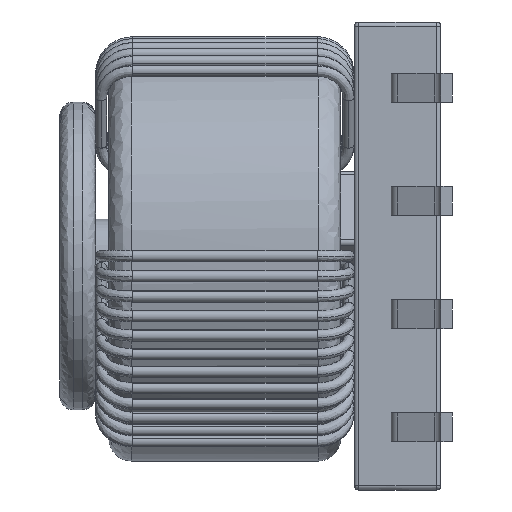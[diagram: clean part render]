
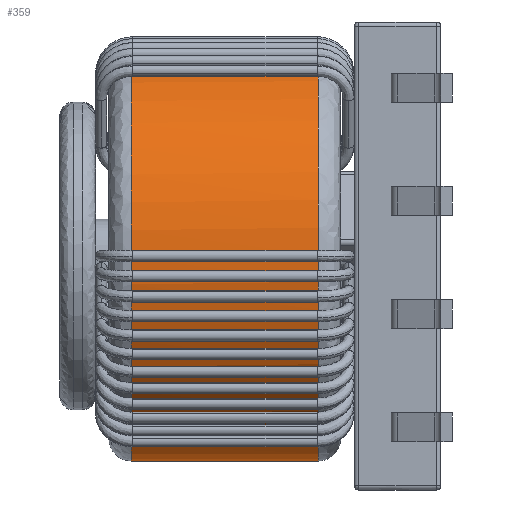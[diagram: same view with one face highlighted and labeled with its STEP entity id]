
A CAD part, left-side view. The second image highlights one B-rep face of the part: STEP entity #359.
In plain terms, the highlighted free-form (B-spline) face has degree [2, 1] with [5, 2] control points.
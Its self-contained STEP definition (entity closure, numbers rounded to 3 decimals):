
#22 = VERTEX_POINT('',#23);
#23 = CARTESIAN_POINT('',(0.,9.346,-6.186));
#24 = VERTEX_POINT('',#25);
#25 = CARTESIAN_POINT('',(0.,9.346,
    6.186));
#144 = VERTEX_POINT('',#145);
#145 = CARTESIAN_POINT('',(0.,3.698,-6.186));
#152 = VERTEX_POINT('',#153);
#153 = CARTESIAN_POINT('',(0.,3.698,
    6.186));
#282 = EDGE_CURVE('',#24,#152,#283,.T.);
#283 = B_SPLINE_CURVE_WITH_KNOTS('',1,(#284,#285),.UNSPECIFIED.,.F.,.F.,
  (2,2),(0.5,4.7),.PIECEWISE_BEZIER_KNOTS.);
#284 = CARTESIAN_POINT('',(0.,9.346,
    6.186));
#285 = CARTESIAN_POINT('',(0.,3.698,
    6.186));
#288 = EDGE_CURVE('',#22,#144,#289,.T.);
#289 = B_SPLINE_CURVE_WITH_KNOTS('',1,(#290,#291),.UNSPECIFIED.,.F.,.F.,
  (2,2),(0.5,4.7),.PIECEWISE_BEZIER_KNOTS.);
#290 = CARTESIAN_POINT('',(0.,9.346,-6.186));
#291 = CARTESIAN_POINT('',(0.,3.698,-6.186));
#359 = ADVANCED_FACE('',(#360),#380,.T.);
#360 = FACE_BOUND('',#361,.T.);
#361 = EDGE_LOOP('',(#362,#363,#371,#372));
#362 = ORIENTED_EDGE('',*,*,#282,.F.);
#363 = ORIENTED_EDGE('',*,*,#364,.T.);
#364 = EDGE_CURVE('',#24,#22,#365,.T.);
#365 = ( BOUNDED_CURVE() B_SPLINE_CURVE(2,(#366,#367,#368,#369,#370),
.UNSPECIFIED.,.F.,.F.) B_SPLINE_CURVE_WITH_KNOTS((3,2,3),(0.,
1.571,3.142),.PIECEWISE_BEZIER_KNOTS.) CURVE() 
GEOMETRIC_REPRESENTATION_ITEM() RATIONAL_B_SPLINE_CURVE((1.,
0.707,1.,0.707,1.)) REPRESENTATION_ITEM('') );
#366 = CARTESIAN_POINT('',(0.,9.346,6.186));
#367 = CARTESIAN_POINT('',(-6.186,9.346,6.186
    ));
#368 = CARTESIAN_POINT('',(-6.186,9.346,
    0.));
#369 = CARTESIAN_POINT('',(-6.186,9.346,
    -6.186));
#370 = CARTESIAN_POINT('',(0.,9.346,
    -6.186));
#371 = ORIENTED_EDGE('',*,*,#288,.T.);
#372 = ORIENTED_EDGE('',*,*,#373,.T.);
#373 = EDGE_CURVE('',#144,#152,#374,.T.);
#374 = ( BOUNDED_CURVE() B_SPLINE_CURVE(2,(#375,#376,#377,#378,#379),
.UNSPECIFIED.,.F.,.F.) B_SPLINE_CURVE_WITH_KNOTS((3,2,3),(3.142,
4.712,6.283),.PIECEWISE_BEZIER_KNOTS.) CURVE() 
GEOMETRIC_REPRESENTATION_ITEM() RATIONAL_B_SPLINE_CURVE((1.,
0.707,1.,0.707,1.)) REPRESENTATION_ITEM('') );
#375 = CARTESIAN_POINT('',(0.,3.698,
    -6.186));
#376 = CARTESIAN_POINT('',(-6.186,3.698,
    -6.186));
#377 = CARTESIAN_POINT('',(-6.186,3.698,
    0.));
#378 = CARTESIAN_POINT('',(-6.186,3.698,6.186
    ));
#379 = CARTESIAN_POINT('',(0.,3.698,
    6.186));
#380 = ( BOUNDED_SURFACE() B_SPLINE_SURFACE(2,1,(
    (#381,#382)
    ,(#383,#384)
    ,(#385,#386)
    ,(#387,#388)
,(#389,#390
    )),.UNSPECIFIED.,.F.,.F.,.F.) B_SPLINE_SURFACE_WITH_KNOTS((3,2,3),(2
    ,2),(3.142,4.712,6.283),(0.5,4.7),
.PIECEWISE_BEZIER_KNOTS.) GEOMETRIC_REPRESENTATION_ITEM() 
RATIONAL_B_SPLINE_SURFACE((
    (1.,1.)
    ,(0.707,0.707)
    ,(1.,1.)
    ,(0.707,0.707)
,(1.,1.))) REPRESENTATION_ITEM('') SURFACE() );
#381 = CARTESIAN_POINT('',(0.,9.346,
    6.186));
#382 = CARTESIAN_POINT('',(0.,3.698,
    6.186));
#383 = CARTESIAN_POINT('',(-6.186,9.346,6.186
    ));
#384 = CARTESIAN_POINT('',(-6.186,3.698,6.186
    ));
#385 = CARTESIAN_POINT('',(-6.186,9.346,
    0.));
#386 = CARTESIAN_POINT('',(-6.186,3.698,
    0.));
#387 = CARTESIAN_POINT('',(-6.186,9.346,
    -6.186));
#388 = CARTESIAN_POINT('',(-6.186,3.698,
    -6.186));
#389 = CARTESIAN_POINT('',(0.,9.346,
    -6.186));
#390 = CARTESIAN_POINT('',(0.,3.698,
    -6.186));
